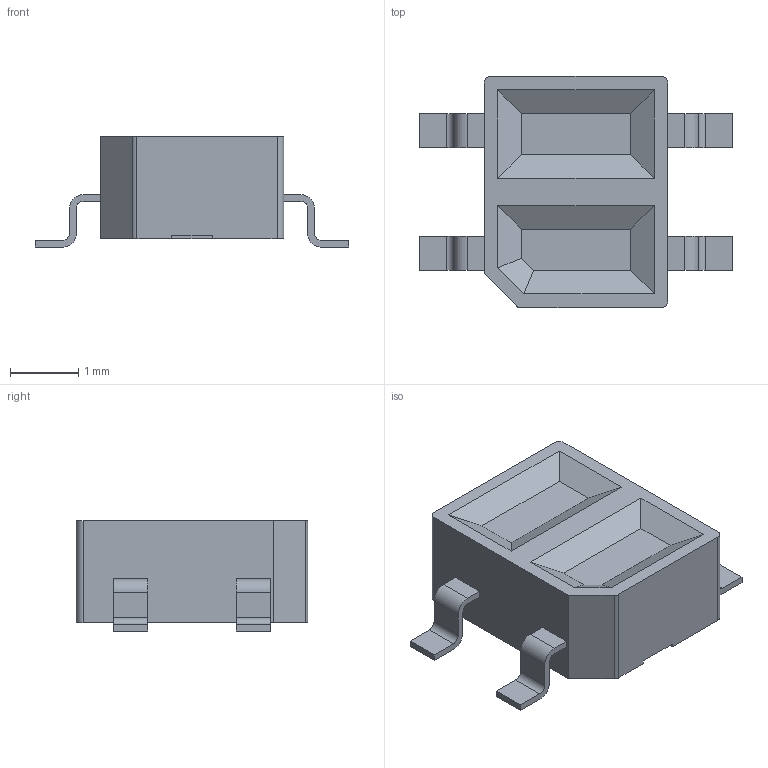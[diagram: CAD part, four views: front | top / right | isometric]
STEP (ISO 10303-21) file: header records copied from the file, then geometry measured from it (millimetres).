
FILE_DESCRIPTION (( 'STEP AP214' ), '1' );
FILE_NAME ('OPTO-TH_4P_ITR8307-S17-TR8-B-TS.step', '2022-07-05T13:58:28', ( '' ), ( '' ), 'SwSTEP 2.0', 'SolidWorks 2020', '' );
FILE_SCHEMA (( 'AUTOMOTIVE_DESIGN' ));
Length unit declared in the file: millimetre
Products named in the file (1): OPTO-TH_4P_ITR8307-S17-TR8-B-TS
Bounding box: 4.6 x 3.4 x 1.62 mm (x, y, z)
Volume: 13 mm3; surface area: 44 mm2
Topology: 1 solids, 1 shells, 368 faces, 999 edges, 666 vertices
Faces by surface type: plane 234, bspline 112, cylinder 22
Entity records: 16781 total; most frequent: CARTESIAN_POINT 4138, ORIENTED_EDGE 1998, DIRECTION 1329, EDGE_CURVE 999, LINE 727, VECTOR 727, VERTEX_POINT 666, EDGE_LOOP 401
